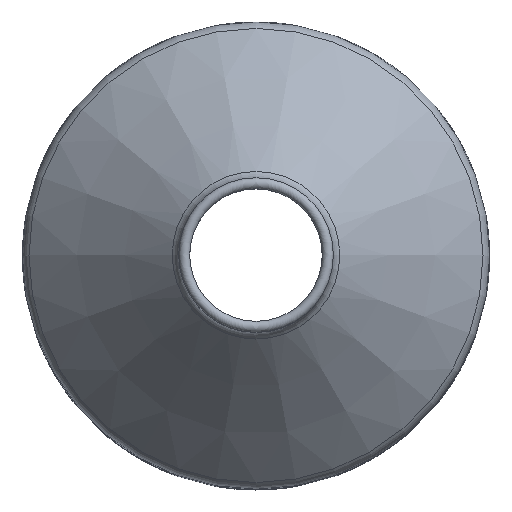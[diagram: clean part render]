
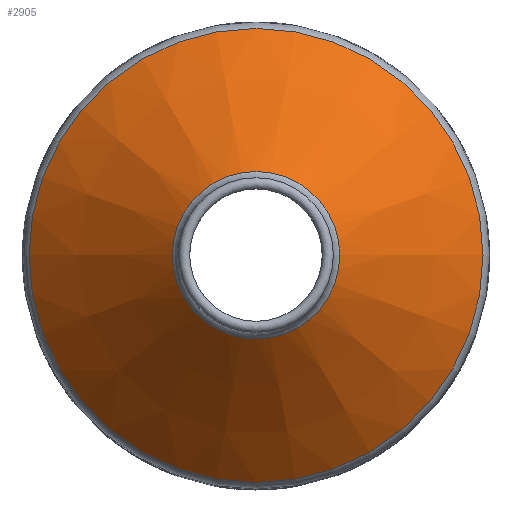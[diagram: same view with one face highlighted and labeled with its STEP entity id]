
A CAD part, top view. The second image highlights one B-rep face of the part: STEP entity #2905.
In plain terms, the highlighted conical face has half-angle 45 degrees and reference radius 13.778 mm.
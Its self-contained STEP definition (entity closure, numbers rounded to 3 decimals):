
#16=CONICAL_SURFACE('',#3110,13.778,45.);
#213=FACE_BOUND('',#852,.T.);
#469=FACE_OUTER_BOUND('',#851,.T.);
#851=EDGE_LOOP('',(#2591));
#852=EDGE_LOOP('',(#2592));
#1225=CIRCLE('',#3109,7.586);
#1226=CIRCLE('',#3111,20.556);
#1477=VERTEX_POINT('',#17736);
#1478=VERTEX_POINT('',#17739);
#1849=EDGE_CURVE('',#1477,#1477,#1225,.T.);
#1850=EDGE_CURVE('',#1478,#1478,#1226,.T.);
#2591=ORIENTED_EDGE('',*,*,#1850,.F.);
#2592=ORIENTED_EDGE('',*,*,#1849,.F.);
#2905=ADVANCED_FACE('',(#469,#213),#16,.T.);
#3109=AXIS2_PLACEMENT_3D('',#17737,#3515,#3516);
#3110=AXIS2_PLACEMENT_3D('',#17738,#3517,#3518);
#3111=AXIS2_PLACEMENT_3D('',#17740,#3519,#3520);
#3515=DIRECTION('center_axis',(0.,0.,1.));
#3516=DIRECTION('ref_axis',(-1.,0.,0.));
#3517=DIRECTION('center_axis',(0.,0.,-1.));
#3518=DIRECTION('ref_axis',(-1.,0.,0.));
#3519=DIRECTION('center_axis',(0.,0.,-1.));
#3520=DIRECTION('ref_axis',(-1.,0.,0.));
#17736=CARTESIAN_POINT('',(7.586,0.,-14.192));
#17737=CARTESIAN_POINT('Origin',(0.,0.,-14.192));
#17738=CARTESIAN_POINT('Origin',(0.,0.,-20.385));
#17739=CARTESIAN_POINT('',(20.556,0.,-27.163));
#17740=CARTESIAN_POINT('Origin',(0.,0.,-27.163));
